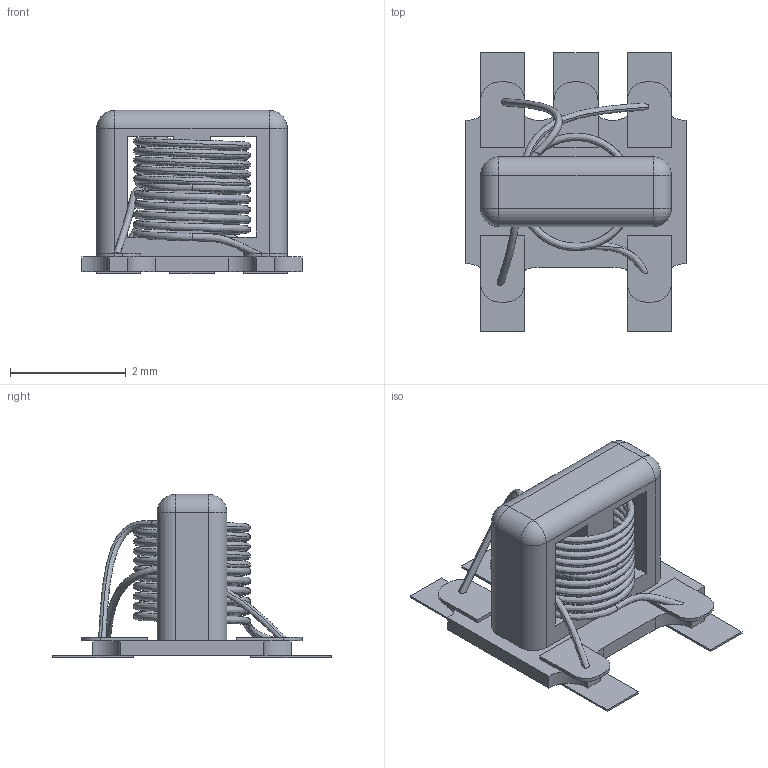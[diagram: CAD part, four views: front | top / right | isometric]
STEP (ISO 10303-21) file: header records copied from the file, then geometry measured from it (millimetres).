
FILE_DESCRIPTION (( 'STEP AP214' ), '1' );
FILE_NAME ('MADEFAU0420548387728.step', '2006-04-20T09:48:43', ( 'sysadmin' ), ( 'SolidWorks' ), 'SwSTEP 2.0', 'SolidWorks 2006079', '' );
FILE_SCHEMA (( 'AUTOMOTIVE_DESIGN' ));
Length unit declared in the file: inch
Products named in the file (1): MADEFAU0420548387728
Bounding box: 3.81 x 4.83 x 2.83 mm (x, y, z)
Volume: 10.4 mm3; surface area: 89.6 mm2
Topology: 1 solids, 1 shells, 129 faces, 362 edges, 225 vertices
Faces by surface type: plane 85, cylinder 26, bspline 14, sphere 4
Entity records: 8309 total; most frequent: CARTESIAN_POINT 3693, ORIENTED_EDGE 716, DIRECTION 622, EDGE_CURVE 358, LINE 230, VECTOR 230, VERTEX_POINT 225, AXIS2_PLACEMENT_3D 196
